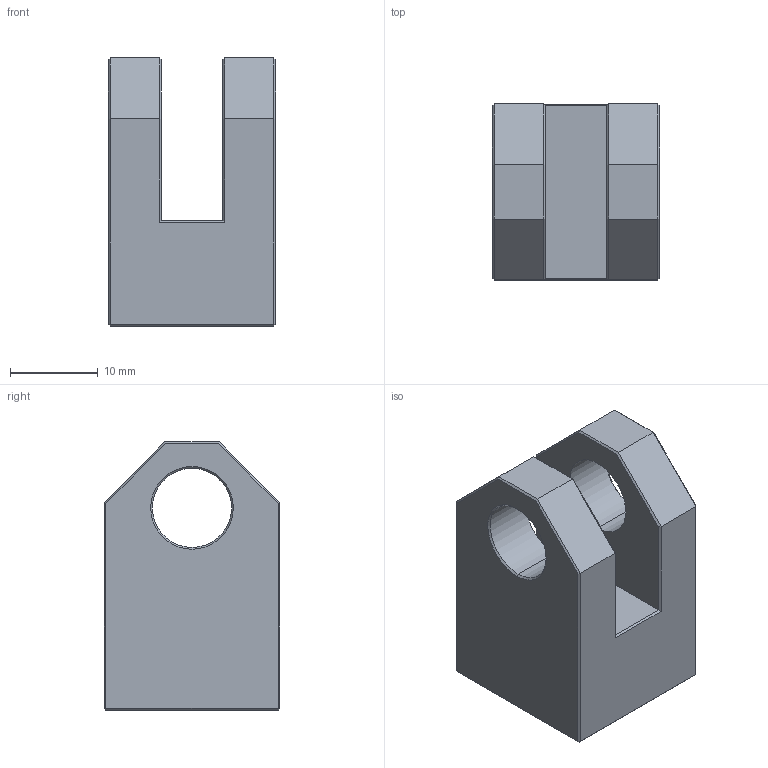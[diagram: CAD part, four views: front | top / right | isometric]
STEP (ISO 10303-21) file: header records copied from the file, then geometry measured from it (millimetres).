
FILE_DESCRIPTION (( 'STEP AP214' ), '1' );
FILE_NAME ('Idler Holder.STEP', '2023-07-06T05:22:28', ( '' ), ( '' ), 'SwSTEP 2.0', 'SolidWorks 2021', '' );
FILE_SCHEMA (( 'AUTOMOTIVE_DESIGN' ));
Length unit declared in the file: millimetre
Products named in the file (1): Idler Holder
Bounding box: 19 x 20 x 30.5 mm (x, y, z)
Volume: 6788.5 mm3; surface area: 4040.9 mm2
Topology: 1 solids, 1 shells, 81 faces, 180 edges, 98 vertices
Faces by surface type: plane 45, cone 22, cylinder 14
Entity records: 2194 total; most frequent: DIRECTION 378, CARTESIAN_POINT 352, ORIENTED_EDGE 344, EDGE_CURVE 172, VECTOR 130, LINE 130, AXIS2_PLACEMENT_3D 124, VERTEX_POINT 98
